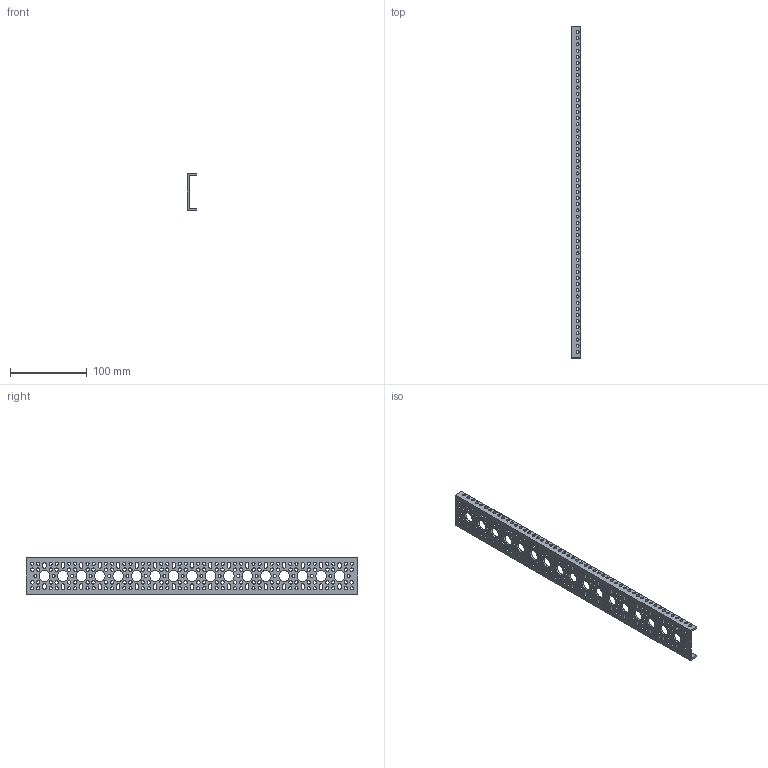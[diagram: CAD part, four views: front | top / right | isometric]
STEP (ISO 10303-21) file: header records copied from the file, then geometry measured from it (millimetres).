
FILE_DESCRIPTION (( 'STEP AP203' ), '1' );
FILE_NAME ('1107-0017-0432.STEP', '2017-03-30T19:45:15', ( '' ), ( '' ), 'SwSTEP 2.0', 'SolidWorks 2016', '' );
FILE_SCHEMA (( 'CONFIG_CONTROL_DESIGN' ));
Length unit declared in the file: millimetre
Products named in the file (1): 1107-0017-0432
Bounding box: 12 x 432 x 48 mm (x, y, z)
Volume: 54470.3 mm3; surface area: 58248.4 mm2
Topology: 1 solids, 1 shells, 972 faces, 2910 edges, 1940 vertices
Faces by surface type: cylinder 750, plane 222
Entity records: 34887 total; most frequent: DIRECTION 6356, CARTESIAN_POINT 5823, ORIENTED_EDGE 5820, EDGE_CURVE 2910, AXIS2_PLACEMENT_3D 2473, VERTEX_POINT 1940, EDGE_LOOP 1610, CIRCLE 1500
